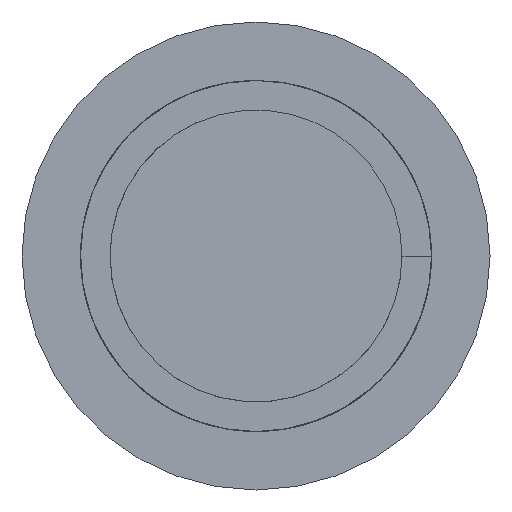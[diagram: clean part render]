
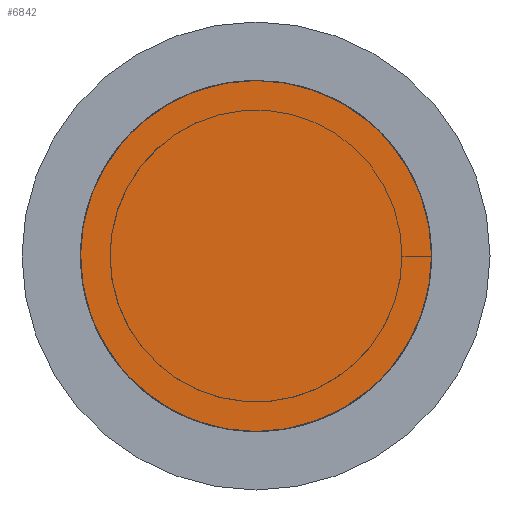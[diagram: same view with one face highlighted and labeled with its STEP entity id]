
A CAD part, front view. The second image highlights one B-rep face of the part: STEP entity #6842.
In plain terms, the highlighted planar face has unit normal (0, -1, 0).
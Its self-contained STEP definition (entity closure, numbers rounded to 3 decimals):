
#261 = EDGE_LOOP ( 'NONE', ( #10584, #6917, #11161 ) ) ;
#408 = CARTESIAN_POINT ( 'NONE',  ( 0., 0., 0. ) ) ;
#630 = DIRECTION ( 'NONE',  ( 0., 0., -1. ) ) ;
#1097 = CARTESIAN_POINT ( 'NONE',  ( 0., 0., 0. ) ) ;
#1180 = DIRECTION ( 'NONE',  ( 0., 0., -1. ) ) ;
#1228 = EDGE_CURVE ( 'NONE', #7659, #13918, #16379, .T. ) ;
#2902 = DIRECTION ( 'NONE',  ( 0., 0., -1. ) ) ;
#3653 = CARTESIAN_POINT ( 'NONE',  ( 0., 0., 2.25 ) ) ;
#4729 = AXIS2_PLACEMENT_3D ( 'NONE', #8331, #13764, #9390 ) ;
#6842 = ADVANCED_FACE ( 'NONE', ( #12165 ), #12352, .F. ) ;
#6917 = ORIENTED_EDGE ( 'NONE', *, *, #1228, .T. ) ;
#7315 = DIRECTION ( 'NONE',  ( 0., -1., 0. ) ) ;
#7659 = VERTEX_POINT ( 'NONE', #3653 ) ;
#8331 = CARTESIAN_POINT ( 'NONE',  ( 0., 0., 0. ) ) ;
#8684 = AXIS2_PLACEMENT_3D ( 'NONE', #1097, #9295, #1180 ) ;
#8802 = VERTEX_POINT ( 'NONE', #10868 ) ;
#9295 = DIRECTION ( 'NONE',  ( 0., -1., 0. ) ) ;
#9390 = DIRECTION ( 'NONE',  ( 0., 0., 1. ) ) ;
#9858 = DIRECTION ( 'NONE',  ( 0., -1., 0. ) ) ;
#10584 = ORIENTED_EDGE ( 'NONE', *, *, #13947, .T. ) ;
#10868 = CARTESIAN_POINT ( 'NONE',  ( 2.25, 0., 0. ) ) ;
#11161 = ORIENTED_EDGE ( 'NONE', *, *, #17164, .T. ) ;
#11765 = CIRCLE ( 'NONE', #15461, 2.25 ) ;
#12165 = FACE_OUTER_BOUND ( 'NONE', #261, .T. ) ;
#12352 = PLANE ( 'NONE',  #4729 ) ;
#12873 = CIRCLE ( 'NONE', #15116, 2.25 ) ;
#13764 = DIRECTION ( 'NONE',  ( 0., 1., 0. ) ) ;
#13918 = VERTEX_POINT ( 'NONE', #16689 ) ;
#13947 = EDGE_CURVE ( 'NONE', #8802, #7659, #12873, .T. ) ;
#14176 = CARTESIAN_POINT ( 'NONE',  ( 0., 0., 0. ) ) ;
#15116 = AXIS2_PLACEMENT_3D ( 'NONE', #14176, #7315, #630 ) ;
#15461 = AXIS2_PLACEMENT_3D ( 'NONE', #408, #9858, #2902 ) ;
#16379 = CIRCLE ( 'NONE', #8684, 2.25 ) ;
#16689 = CARTESIAN_POINT ( 'NONE',  ( 0., 0., -2.25 ) ) ;
#17164 = EDGE_CURVE ( 'NONE', #13918, #8802, #11765, .T. ) ;
